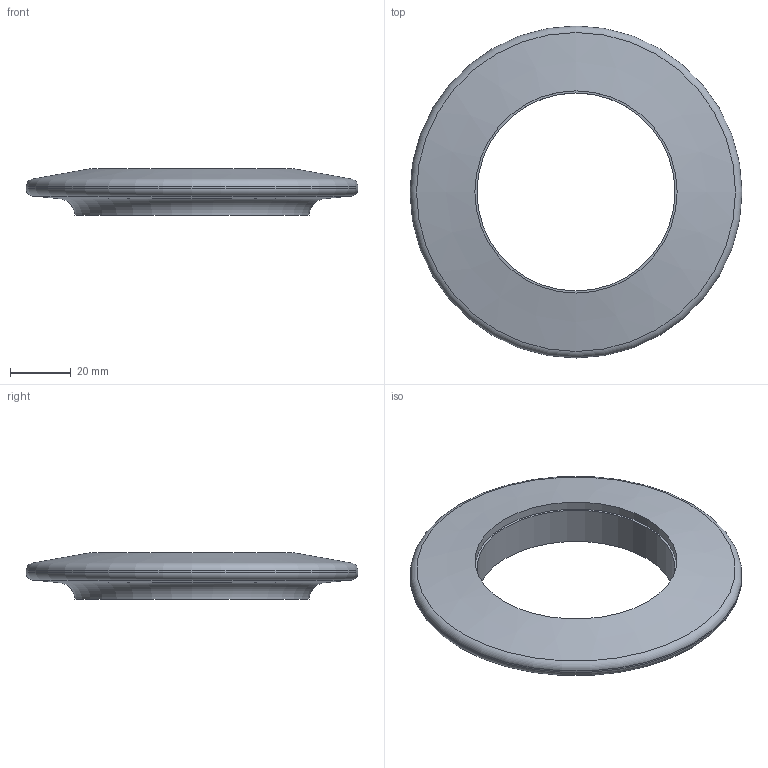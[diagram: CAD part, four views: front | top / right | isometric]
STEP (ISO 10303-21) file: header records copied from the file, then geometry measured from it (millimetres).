
FILE_DESCRIPTION(/* description */ (''),/* implementation_level */ '2;1');
FILE_NAME(/* name */ 'Documents/ _TR/_Huja/Gege bateau pièce 2 v5.step',/* time_stamp */ '2021-02-01T16:05:04+01:00',/* author */ (''),/* organization */ (''),/* preprocessor_version */ 'ST-DEVELOPER v18.1',/* originating_system */ 'Autodesk Translation Framework v9.7.0.1280',/* authorisation */ '');
FILE_SCHEMA (('AUTOMOTIVE_DESIGN { 1 0 10303 214 3 1 1 }'));
Length unit declared in the file: millimetre
Products named in the file (1): Gege bateau pièce 2
Bounding box: 109 x 109 x 15.29 mm (x, y, z)
Volume: 53032.4 mm3; surface area: 17199.5 mm2
Topology: 1 solids, 1 shells, 10 faces, 20 edges, 12 vertices
Faces by surface type: cylinder 3, torus 3, plane 2, cone 2
Full cylindrical faces by diameter (mm): 65 x1, 66.4 x1, 109 x1
Entity records: 304 total; most frequent: DIRECTION 57, CARTESIAN_POINT 43, ORIENTED_EDGE 40, AXIS2_PLACEMENT_3D 26, EDGE_CURVE 20, CIRCLE 15, EDGE_LOOP 12, VERTEX_POINT 12
